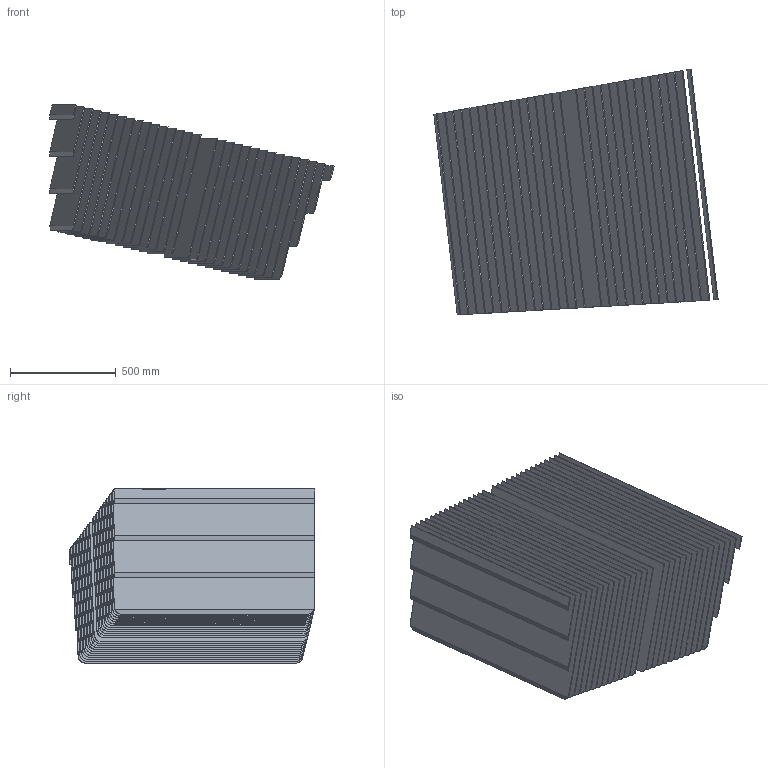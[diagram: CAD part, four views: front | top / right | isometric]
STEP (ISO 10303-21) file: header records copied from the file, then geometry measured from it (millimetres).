
FILE_DESCRIPTION(('FreeCAD Model'),'2;1');
FILE_NAME('detailed_HCLL/step/cooling_plate_sample_envelope_2.step', '2018-04-17T15:57:05',('FreeCAD'),('FreeCAD'), 'Open CASCADE STEP processor 7.1','FreeCAD','Unknown');
FILE_SCHEMA(('AUTOMOTIVE_DESIGN_CC2 { 1 2 10303 214 -1 1 5 4 }'));
Length unit declared in the file: millimetre
Products named in the file (32): Open CASCADE STEP translator 7.1 16; Open CASCADE STEP translator 7.1 16.1; Open CASCADE STEP translator 7.1 16.2; Open CASCADE STEP translator 7.1 16.3; Open CASCADE STEP translator 7.1 16.4; Open CASCADE STEP translator 7.1 16.5; Open CASCADE STEP translator 7.1 16.6; Open CASCADE STEP translator 7.1 16.7; Open CASCADE STEP translator 7.1 16.8; Open CASCADE STEP translator 7.1 16.9; Open CASCADE STEP translator 7.1 16.10; Open CASCADE STEP translator 7.1 16.11; Open CASCADE STEP translator 7.1 16.12; Open CASCADE STEP translator 7.1 16.13; Open CASCADE STEP translator 7.1 16.14; Open CASCADE STEP translator 7.1 16.15; Open CASCADE STEP translator 7.1 16.16; Open CASCADE STEP translator 7.1 16.17; Open CASCADE STEP translator 7.1 16.18; Open CASCADE STEP translator 7.1 16.19; Open CASCADE STEP translator 7.1 16.20; Open CASCADE STEP translator 7.1 16.21; Open CASCADE STEP translator 7.1 16.22; Open CASCADE STEP translator 7.1 16.23; Open CASCADE STEP translator 7.1 16.24; Open CASCADE STEP translator 7.1 16.25; Open CASCADE STEP translator 7.1 16.26; Open CASCADE STEP translator 7.1 16.27; Open CASCADE STEP translator 7.1 16.28; Open CASCADE STEP translator 7.1 16.29; Open CASCADE STEP translator 7.1 16.30; Open CASCADE STEP translator 7.1 16.31
Assembly tree (31 placements, depth 2):
  Open CASCADE STEP translator 7.1 16
    Open CASCADE STEP translator 7.1 16.1
    Open CASCADE STEP translator 7.1 16.2
    Open CASCADE STEP translator 7.1 16.3
    Open CASCADE STEP translator 7.1 16.4
    Open CASCADE STEP translator 7.1 16.5
    Open CASCADE STEP translator 7.1 16.6
    Open CASCADE STEP translator 7.1 16.7
    Open CASCADE STEP translator 7.1 16.8
    Open CASCADE STEP translator 7.1 16.9
    Open CASCADE STEP translator 7.1 16.10
    Open CASCADE STEP translator 7.1 16.11
    Open CASCADE STEP translator 7.1 16.12
    Open CASCADE STEP translator 7.1 16.13
    Open CASCADE STEP translator 7.1 16.14
    Open CASCADE STEP translator 7.1 16.15
    Open CASCADE STEP translator 7.1 16.16
    Open CASCADE STEP translator 7.1 16.17
    Open CASCADE STEP translator 7.1 16.18
    Open CASCADE STEP translator 7.1 16.19
    Open CASCADE STEP translator 7.1 16.20
    Open CASCADE STEP translator 7.1 16.21
    Open CASCADE STEP translator 7.1 16.22
    Open CASCADE STEP translator 7.1 16.23
    Open CASCADE STEP translator 7.1 16.24
    Open CASCADE STEP translator 7.1 16.25
    Open CASCADE STEP translator 7.1 16.26
    Open CASCADE STEP translator 7.1 16.27
    Open CASCADE STEP translator 7.1 16.28
    Open CASCADE STEP translator 7.1 16.29
    Open CASCADE STEP translator 7.1 16.30
    Open CASCADE STEP translator 7.1 16.31
Bounding box: 1345.57 x 1163.38 x 824.74 mm (x, y, z)
Volume: 80778135.9 mm3; surface area: 32912422.6 mm2
Topology: 31 solids, 31 shells, 238 faces, 528 edges, 352 vertices
Faces by surface type: plane 188, cylinder 50
Entity records: 13884 total; most frequent: CARTESIAN_POINT 3686, DIRECTION 1476, ORIENTED_EDGE 1056, PCURVE 1056, DEFINITIONAL_REPRESENTATION 1056, B_SPLINE_CURVE_WITH_KNOTS 752, LINE 624, VECTOR 624
